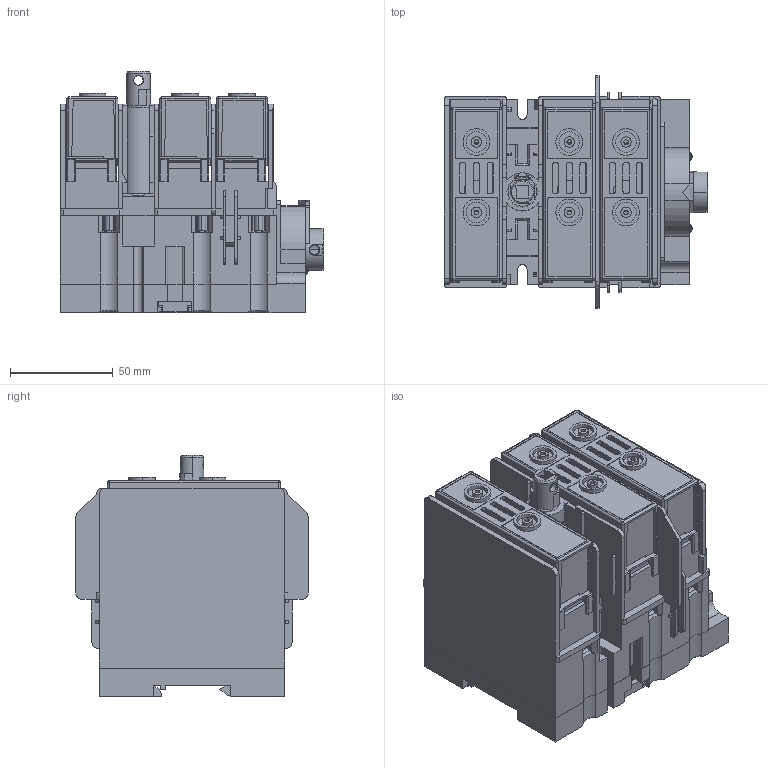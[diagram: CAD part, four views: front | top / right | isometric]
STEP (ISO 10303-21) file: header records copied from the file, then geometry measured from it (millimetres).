
FILE_DESCRIPTION((''),'2;1');
FILE_NAME('DEFAULT_REP_SW00012345','2024-07-03T13:43:58',('FIRARAN'),(''),'CREO PARAMETRIC BY PTC INC, 2022364','CREO PARAMETRIC BY PTC INC, 2022364','');
FILE_SCHEMA(('AUTOMOTIVE_DESIGN { 1 0 10303 214 1 1 1 1 }'));
Products named in the file (1): DEFAULT_REP_SW00012345
Bounding box: 127.95 x 113 x 117.5 mm (x, y, z)
Volume: 600181.5 mm3; surface area: 213092.7 mm2
Topology: 4 solids, 5 shells, 2468 faces, 7253 edges, 4740 vertices
Faces by surface type: plane 1673, cylinder 713, torus 34, cone 26, sphere 12, bspline 10
Entity records: 102092 total; most frequent: CARTESIAN_POINT 19658, ORIENTED_EDGE 14482, DIRECTION 13353, EDGE_CURVE 7241, VECTOR 5404, LINE 5404, VERTEX_POINT 4740, AXIS2_PLACEMENT_3D 3973
